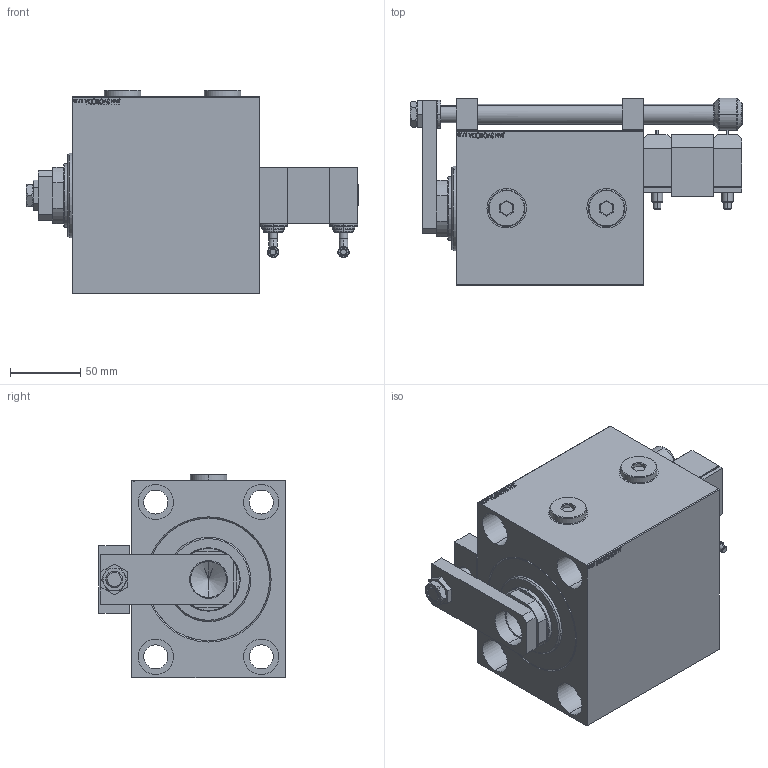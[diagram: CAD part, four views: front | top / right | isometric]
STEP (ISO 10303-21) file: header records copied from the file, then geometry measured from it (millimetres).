
FILE_DESCRIPTION (( 'STEP AP203' ), '1' );
FILE_NAME ('e4ec.STEP', '2024-04-15T12:09:14', ( '' ), ( '' ), 'SwSTEP 2.0', 'SolidWorks 2019', '' );
FILE_SCHEMA (( 'CONFIG_CONTROL_DESIGN' ));
Length unit declared in the file: millimetre
Products named in the file (14): SWITCH_P_FRONT_BACK b7b82b0eb5da4e22b7c23ca7cbe4a9cf; NUT_D19_P b7b82b0eb5da4e22b7c23ca7cbe4a9cf; MIDDLE b7b82b0eb5da4e22b7c23ca7cbe4a9cf; TYC_P b7b82b0eb5da4e22b7c23ca7cbe4a9cf; KROUZEK_PRO_TYC b7b82b0eb5da4e22b7c23ca7cbe4a9cf; e4ec; SWITCH P b7b82b0eb5da4e22b7c23ca7cbe4a9cf; NUT_D16 b7b82b0eb5da4e22b7c23ca7cbe4a9cf; Zatka_OIL_PORT b7b82b0eb5da4e22b7c23ca7cbe4a9cf; V450CM_C_VCP b7b82b0eb5da4e22b7c23ca7cbe4a9cf; V450CM_C_Body b7b82b0eb5da4e22b7c23ca7cbe4a9cf; SWITCH DIM W_B b7b82b0eb5da4e22b7c23ca7cbe4a9cf; V450CM_VC_B b7b82b0eb5da4e22b7c23ca7cbe4a9cf; ZARAZKA_P b7b82b0eb5da4e22b7c23ca7cbe4a9cf
Assembly tree (16 placements, depth 2):
  e4ec
    V450CM_C_Body b7b82b0eb5da4e22b7c23ca7cbe4a9cf
    V450CM_C_VCP b7b82b0eb5da4e22b7c23ca7cbe4a9cf
    V450CM_VC_B b7b82b0eb5da4e22b7c23ca7cbe4a9cf
    SWITCH DIM W_B b7b82b0eb5da4e22b7c23ca7cbe4a9cf
    SWITCH P b7b82b0eb5da4e22b7c23ca7cbe4a9cf  x2
    SWITCH_P_FRONT_BACK b7b82b0eb5da4e22b7c23ca7cbe4a9cf  x2
    TYC_P b7b82b0eb5da4e22b7c23ca7cbe4a9cf
    ZARAZKA_P b7b82b0eb5da4e22b7c23ca7cbe4a9cf
    KROUZEK_PRO_TYC b7b82b0eb5da4e22b7c23ca7cbe4a9cf
    MIDDLE b7b82b0eb5da4e22b7c23ca7cbe4a9cf
    NUT_D16 b7b82b0eb5da4e22b7c23ca7cbe4a9cf
    NUT_D19_P b7b82b0eb5da4e22b7c23ca7cbe4a9cf
    Zatka_OIL_PORT b7b82b0eb5da4e22b7c23ca7cbe4a9cf  x2
Bounding box: 236 x 133.5 x 144.9 mm (x, y, z)
Volume: 1954529.4 mm3; surface area: 272036.7 mm2
Topology: 16 solids, 16 shells, 1169 faces, 2894 edges, 1890 vertices
Faces by surface type: plane 558, bspline 384, cylinder 142, cone 53, torus 32
Entity records: 52442 total; most frequent: CARTESIAN_POINT 27629, ORIENTED_EDGE 5348, DIRECTION 3603, EDGE_CURVE 2674, VERTEX_POINT 1753, VECTOR 1539, LINE 1539, EDGE_LOOP 1233
